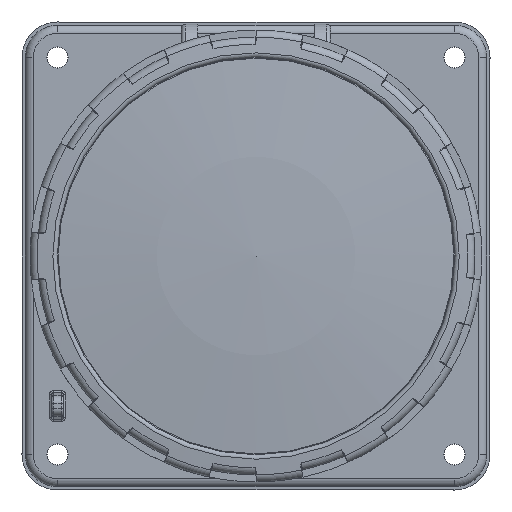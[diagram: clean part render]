
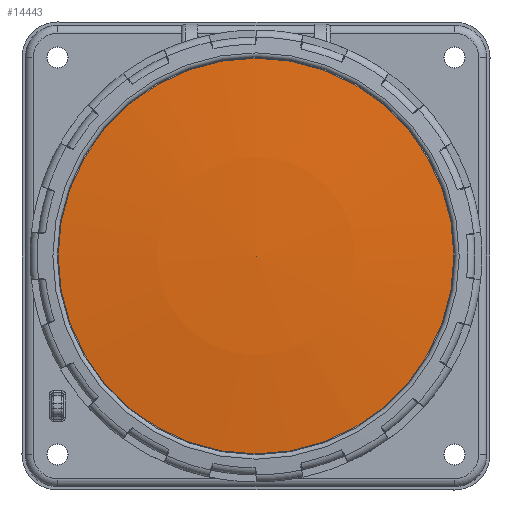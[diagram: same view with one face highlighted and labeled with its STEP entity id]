
A CAD part, front view. The second image highlights one B-rep face of the part: STEP entity #14443.
In plain terms, the highlighted spherical face has radius 457.5 mm.
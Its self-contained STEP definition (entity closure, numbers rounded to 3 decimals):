
#10318=SPHERICAL_SURFACE('',#52094,457.5);
#11745=FACE_OUTER_BOUND('',#19529,.T.);
#14443=ADVANCED_FACE('',(#11745),#10318,.T.);
#19529=EDGE_LOOP('',(#28822));
#28822=ORIENTED_EDGE('',*,*,#43489,.T.);
#37529=VERTEX_POINT('',#84443);
#43489=EDGE_CURVE('',#37529,#37529,#48015,.T.);
#48015=CIRCLE('',#52093,49.05);
#52093=AXIS2_PLACEMENT_3D('',#84442,#62205,#62206);
#52094=AXIS2_PLACEMENT_3D('',#84444,#62207,#62208);
#62205=DIRECTION('',(0.,-1.,0.));
#62206=DIRECTION('',(0.,0.,1.));
#62207=DIRECTION('',(0.,-1.,0.));
#62208=DIRECTION('',(0.,0.,-1.));
#84442=CARTESIAN_POINT('',(-15.575,-71.438,0.));
#84443=CARTESIAN_POINT('',(-15.575,-71.438,49.05));
#84444=CARTESIAN_POINT('',(-15.575,383.425,0.));
